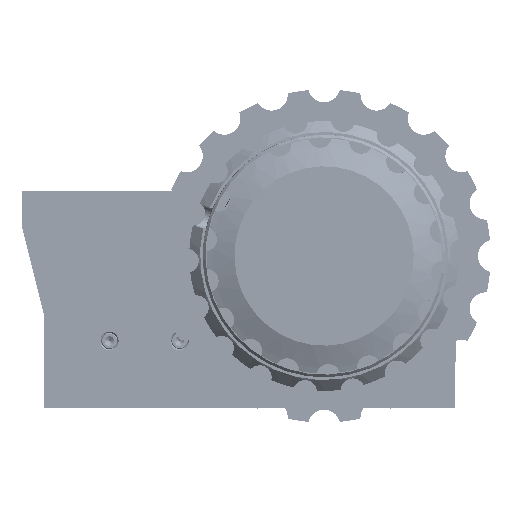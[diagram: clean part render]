
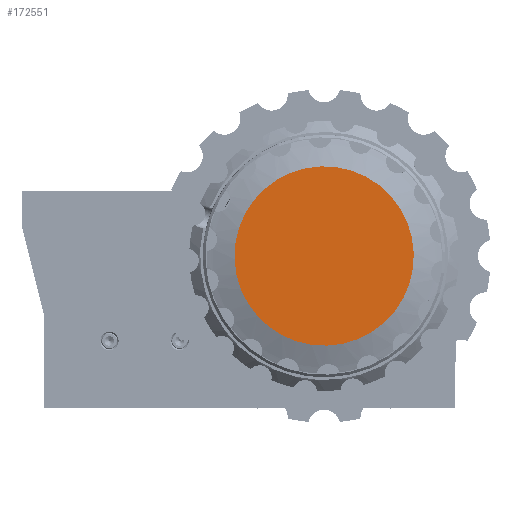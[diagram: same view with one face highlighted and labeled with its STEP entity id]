
A CAD part, front view. The second image highlights one B-rep face of the part: STEP entity #172551.
In plain terms, the highlighted face is planar.
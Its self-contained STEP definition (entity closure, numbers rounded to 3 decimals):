
#169980=CARTESIAN_POINT('',(0.,0.,-27.8));
#169981=DIRECTION('',(0.,0.,-1.));
#169982=DIRECTION('',(0.,1.,0.));
#169983=AXIS2_PLACEMENT_3D('',#169980,#169981,#169982);
#169985=CARTESIAN_POINT('',(0.,0.,-27.8));
#169986=DIRECTION('',(0.,0.,-1.));
#169987=DIRECTION('',(0.,-1.,0.));
#169988=AXIS2_PLACEMENT_3D('',#169985,#169986,#169987);
#170073=CARTESIAN_POINT('',(0.,16.626,-27.8));
#170074=CARTESIAN_POINT('',(0.,-16.626,-27.8));
#170075=VERTEX_POINT('',#170073);
#170076=VERTEX_POINT('',#170074);
#172542=CARTESIAN_POINT('',(0.,0.,-27.8));
#172543=DIRECTION('',(0.,0.,-1.));
#172544=DIRECTION('',(1.,0.,0.));
#172545=AXIS2_PLACEMENT_3D('',#172542,#172543,#172544);
#172546=PLANE('',#172545);
#172547=ORIENTED_EDGE('',*,*,#172438,.F.);
#172548=ORIENTED_EDGE('',*,*,#172283,.F.);
#172549=EDGE_LOOP('',(#172547,#172548));
#172550=FACE_OUTER_BOUND('',#172549,.F.);
#172551=ADVANCED_FACE('',(#172550),#172546,.T.);
#169984=CIRCLE('',#169983,16.626);
#169989=CIRCLE('',#169988,16.626);
#172283=EDGE_CURVE('',#170076,#170075,#169989,.T.);
#172438=EDGE_CURVE('',#170075,#170076,#169984,.T.);
